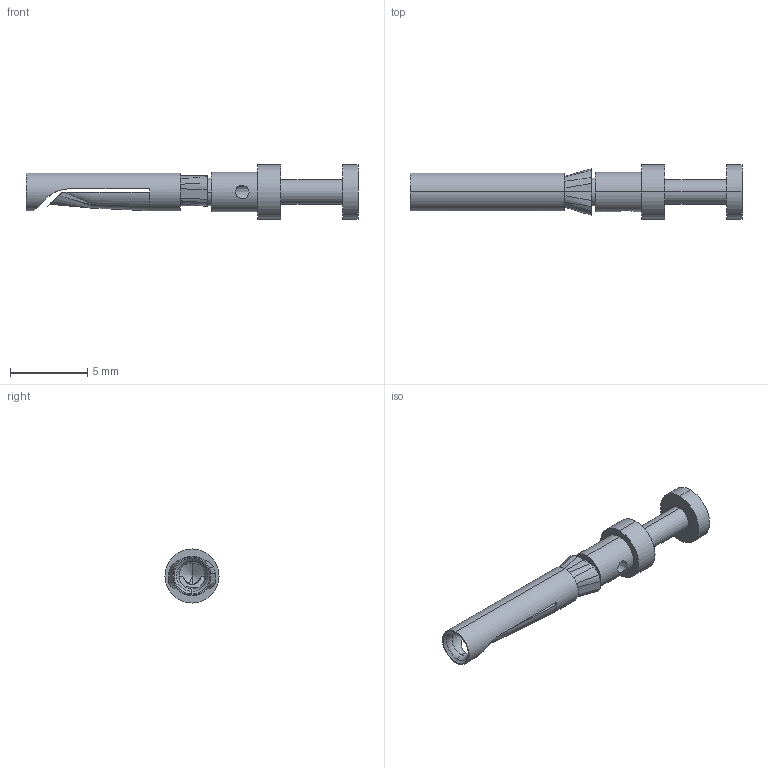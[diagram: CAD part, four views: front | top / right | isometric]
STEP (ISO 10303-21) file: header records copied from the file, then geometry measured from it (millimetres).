
FILE_DESCRIPTION(/* description */ (''),/* implementation_level */ '2;1');
FILE_NAME(/* name */ '3D_1010172200101_CDGF-0.25_stp.stp',/* time_stamp */ '2023-12-13T14:20:46+08:00',/* author */ (''),/* organization */ (''),/* preprocessor_version */ 'ST-DEVELOPER v18.1',/* originating_system */ 'SIEMENS PLM Software NX 1980',/* authorisation */ '');
FILE_SCHEMA (('AUTOMOTIVE_DESIGN { 1 0 10303 214 3 1 1 1 }'));
Length unit declared in the file: millimetre
Products named in the file (1): 3D_1010172200101_CDGF-0.25_stp
Bounding box: 21.5 x 3.5 x 3.5 mm (x, y, z)
Volume: 66.8 mm3; surface area: 289.3 mm2
Topology: 1 solids, 1 shells, 99 faces, 255 edges, 158 vertices
Faces by surface type: cylinder 55, plane 21, cone 16, torus 4, bspline 3
Entity records: 3267 total; most frequent: CARTESIAN_POINT 1111, ORIENTED_EDGE 502, DIRECTION 352, EDGE_CURVE 251, VERTEX_POINT 158, AXIS2_PLACEMENT_3D 150, B_SPLINE_CURVE_WITH_KNOTS 146, EDGE_LOOP 107
